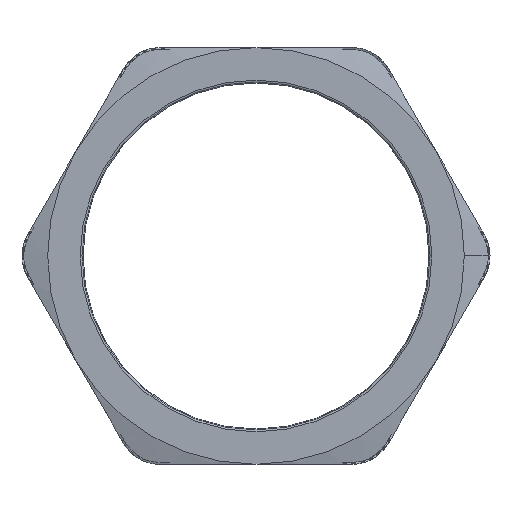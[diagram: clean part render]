
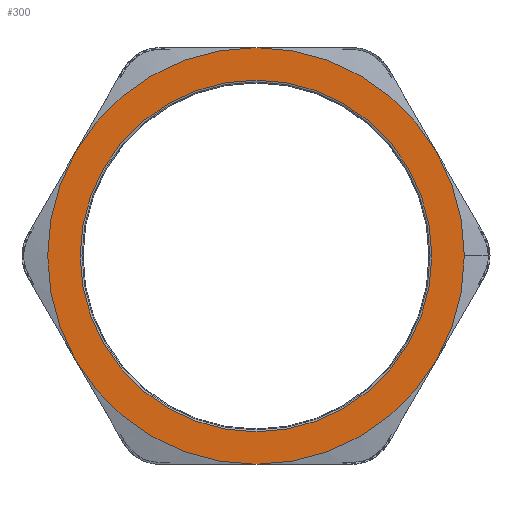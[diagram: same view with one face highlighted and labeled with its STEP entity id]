
A CAD part, top view. The second image highlights one B-rep face of the part: STEP entity #300.
In plain terms, the highlighted planar face has unit normal (0, 0, 1).
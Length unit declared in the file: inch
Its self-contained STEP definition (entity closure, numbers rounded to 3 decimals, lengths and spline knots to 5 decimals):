
#87 = VERTEX_POINT ( 'NONE', #2303 ) ;
#283 = EDGE_CURVE ( 'NONE', #1648, #1673, #2715, .T. ) ;
#284 = ORIENTED_EDGE ( 'NONE', *, *, #285, .F. ) ;
#285 = EDGE_CURVE ( 'NONE', #1517, #1648, #2710, .T. ) ;
#286 = ORIENTED_EDGE ( 'NONE', *, *, #287, .F. ) ;
#287 = EDGE_CURVE ( 'NONE', #1826, #1517, #2705, .T. ) ;
#288 = ORIENTED_EDGE ( 'NONE', *, *, #1824, .F. ) ;
#289 = ORIENTED_EDGE ( 'NONE', *, *, #290, .T. ) ;
#290 = EDGE_CURVE ( 'NONE', #1825, #87, #2700, .T. ) ;
#300 = ADVANCED_FACE ( 'NONE', ( #2727, #2726 ), #2766, .F. ) ;
#301 = EDGE_LOOP ( 'NONE', ( #302, #303 ) ) ;
#302 = ORIENTED_EDGE ( 'NONE', *, *, #2089, .T. ) ;
#303 = ORIENTED_EDGE ( 'NONE', *, *, #304, .T. ) ;
#304 = EDGE_CURVE ( 'NONE', #1988, #2090, #2761, .T. ) ;
#305 = EDGE_LOOP ( 'NONE', ( #306, #308, #310, #284, #286, #288, #289 ) ) ;
#306 = ORIENTED_EDGE ( 'NONE', *, *, #307, .F. ) ;
#307 = EDGE_CURVE ( 'NONE', #1624, #87, #2756, .T. ) ;
#308 = ORIENTED_EDGE ( 'NONE', *, *, #309, .F. ) ;
#309 = EDGE_CURVE ( 'NONE', #1673, #1624, #2751, .T. ) ;
#310 = ORIENTED_EDGE ( 'NONE', *, *, #283, .F. ) ;
#1517 = VERTEX_POINT ( 'NONE', #4841 ) ;
#1624 = VERTEX_POINT ( 'NONE', #5074 ) ;
#1648 = VERTEX_POINT ( 'NONE', #5082 ) ;
#1673 = VERTEX_POINT ( 'NONE', #5144 ) ;
#1824 = EDGE_CURVE ( 'NONE', #1825, #1826, #5422, .T. ) ;
#1825 = VERTEX_POINT ( 'NONE', #5468 ) ;
#1826 = VERTEX_POINT ( 'NONE', #5467 ) ;
#1988 = VERTEX_POINT ( 'NONE', #5758 ) ;
#2089 = EDGE_CURVE ( 'NONE', #2090, #1988, #5943, .T. ) ;
#2090 = VERTEX_POINT ( 'NONE', #6000 ) ;
#2303 = CARTESIAN_POINT ( 'NONE',  ( 0., 0.59, 0.14 ) ) ;
#2696 = DIRECTION ( 'NONE',  ( 1., 0., 0. ) ) ;
#2697 = DIRECTION ( 'NONE',  ( 0., 0., 1. ) ) ;
#2698 = CARTESIAN_POINT ( 'NONE',  ( 0., 0., 0.14 ) ) ;
#2699 = AXIS2_PLACEMENT_3D ( 'NONE', #2698, #2697, #2696 ) ;
#2700 = CIRCLE ( 'NONE', #2699, 0.59 ) ;
#2701 = DIRECTION ( 'NONE',  ( -1., 0., 0. ) ) ;
#2702 = DIRECTION ( 'NONE',  ( 0., 0., -1. ) ) ;
#2703 = CARTESIAN_POINT ( 'NONE',  ( 0., 0., 0.14 ) ) ;
#2704 = AXIS2_PLACEMENT_3D ( 'NONE', #2703, #2702, #2701 ) ;
#2705 = CIRCLE ( 'NONE', #2704, 0.59 ) ;
#2706 = DIRECTION ( 'NONE',  ( -1., 0., 0. ) ) ;
#2707 = DIRECTION ( 'NONE',  ( 0., 0., -1. ) ) ;
#2708 = CARTESIAN_POINT ( 'NONE',  ( 0., 0., 0.14 ) ) ;
#2709 = AXIS2_PLACEMENT_3D ( 'NONE', #2708, #2707, #2706 ) ;
#2710 = CIRCLE ( 'NONE', #2709, 0.59 ) ;
#2711 = DIRECTION ( 'NONE',  ( -1., 0., 0. ) ) ;
#2712 = DIRECTION ( 'NONE',  ( 0., 0., -1. ) ) ;
#2713 = CARTESIAN_POINT ( 'NONE',  ( 0., 0., 0.14 ) ) ;
#2714 = AXIS2_PLACEMENT_3D ( 'NONE', #2713, #2712, #2711 ) ;
#2715 = CIRCLE ( 'NONE', #2714, 0.59 ) ;
#2726 = FACE_OUTER_BOUND ( 'NONE', #305, .T. ) ;
#2727 = FACE_BOUND ( 'NONE', #301, .T. ) ;
#2747 = DIRECTION ( 'NONE',  ( -1., 0., 0. ) ) ;
#2748 = DIRECTION ( 'NONE',  ( 0., 0., -1. ) ) ;
#2749 = CARTESIAN_POINT ( 'NONE',  ( 0., 0., 0.14 ) ) ;
#2750 = AXIS2_PLACEMENT_3D ( 'NONE', #2749, #2748, #2747 ) ;
#2751 = CIRCLE ( 'NONE', #2750, 0.59 ) ;
#2752 = DIRECTION ( 'NONE',  ( -1., 0., 0. ) ) ;
#2753 = DIRECTION ( 'NONE',  ( 0., 0., -1. ) ) ;
#2754 = CARTESIAN_POINT ( 'NONE',  ( 0., 0., 0.14 ) ) ;
#2755 = AXIS2_PLACEMENT_3D ( 'NONE', #2754, #2753, #2752 ) ;
#2756 = CIRCLE ( 'NONE', #2755, 0.59 ) ;
#2757 = DIRECTION ( 'NONE',  ( -1., 0., 0. ) ) ;
#2758 = DIRECTION ( 'NONE',  ( 0., 0., -1. ) ) ;
#2759 = CARTESIAN_POINT ( 'NONE',  ( 0., 0., 0.14 ) ) ;
#2760 = AXIS2_PLACEMENT_3D ( 'NONE', #2759, #2758, #2757 ) ;
#2761 = CIRCLE ( 'NONE', #2760, 0.498 ) ;
#2762 = DIRECTION ( 'NONE',  ( -1., 0., 0. ) ) ;
#2763 = DIRECTION ( 'NONE',  ( 0., 0., -1. ) ) ;
#2764 = CARTESIAN_POINT ( 'NONE',  ( 0., 1.18, 0.14 ) ) ;
#2765 = AXIS2_PLACEMENT_3D ( 'NONE', #2764, #2763, #2762 ) ;
#2766 = PLANE ( 'NONE',  #2765 ) ;
#4841 = CARTESIAN_POINT ( 'NONE',  ( 0.51095, -0.295, 0.14 ) ) ;
#5074 = CARTESIAN_POINT ( 'NONE',  ( -0.51095, 0.295, 0.14 ) ) ;
#5082 = CARTESIAN_POINT ( 'NONE',  ( 0., -0.59, 0.14 ) ) ;
#5144 = CARTESIAN_POINT ( 'NONE',  ( -0.51095, -0.295, 0.14 ) ) ;
#5422 = CIRCLE ( 'NONE', #5472, 0.59 ) ;
#5467 = CARTESIAN_POINT ( 'NONE',  ( 0.59, 0., 0.14 ) ) ;
#5468 = CARTESIAN_POINT ( 'NONE',  ( 0.51095, 0.295, 0.14 ) ) ;
#5469 = DIRECTION ( 'NONE',  ( -1., 0., 0. ) ) ;
#5470 = DIRECTION ( 'NONE',  ( 0., 0., -1. ) ) ;
#5471 = CARTESIAN_POINT ( 'NONE',  ( 0., 0., 0.14 ) ) ;
#5472 = AXIS2_PLACEMENT_3D ( 'NONE', #5471, #5470, #5469 ) ;
#5758 = CARTESIAN_POINT ( 'NONE',  ( 0.498, 0., 0.14 ) ) ;
#5941 = CARTESIAN_POINT ( 'NONE',  ( 0., 0., 0.14 ) ) ;
#5942 = AXIS2_PLACEMENT_3D ( 'NONE', #5941, #6002, #6001 ) ;
#5943 = CIRCLE ( 'NONE', #5942, 0.498 ) ;
#6000 = CARTESIAN_POINT ( 'NONE',  ( -0.498, 0., 0.14 ) ) ;
#6001 = DIRECTION ( 'NONE',  ( -1., 0., 0. ) ) ;
#6002 = DIRECTION ( 'NONE',  ( 0., 0., -1. ) ) ;
